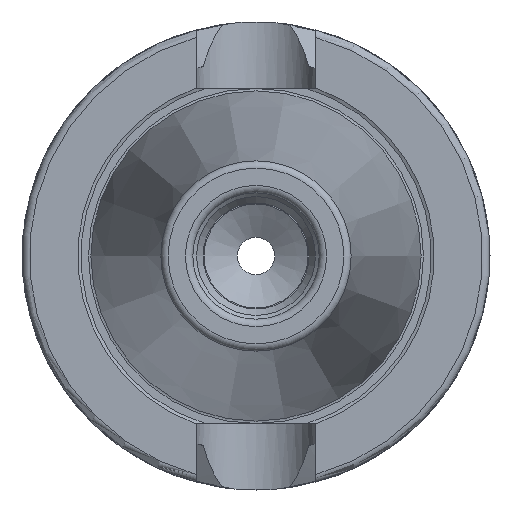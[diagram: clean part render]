
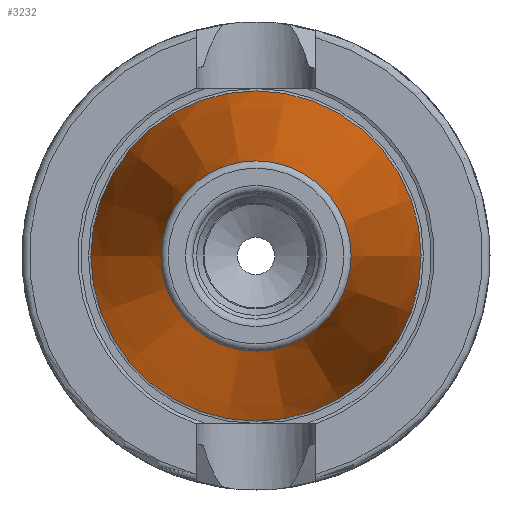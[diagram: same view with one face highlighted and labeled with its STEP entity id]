
A CAD part, left-side view. The second image highlights one B-rep face of the part: STEP entity #3232.
In plain terms, the highlighted conical face has half-angle 8.297 degrees and reference radius 17.519 mm.
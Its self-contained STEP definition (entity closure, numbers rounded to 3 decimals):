
#3198=CARTESIAN_POINT('',(-64.544,12.812,0.0));
#3199=VERTEX_POINT('',#3198);
#3200=CARTESIAN_POINT('',(-64.544,0.,0.0));
#3201=DIRECTION('',(1.0,0.0,0.0));
#3202=DIRECTION('',(0.0,1.0,0.0));
#3203=AXIS2_PLACEMENT_3D('',#3200,#3201,#3202);
#3204=CIRCLE('',#3203,12.812);
#3205=EDGE_CURVE('',#3199,#3199,#3204,.T.);
#3213=CARTESIAN_POINT('',(-32.272,0.,0.0));
#3214=DIRECTION('',(1.0,0.0,0.0));
#3215=DIRECTION('',(0.0,1.0,0.0));
#3216=AXIS2_PLACEMENT_3D('',#3213,#3214,#3215);
#3217=CONICAL_SURFACE('',#3216,17.519,8.297);
#3218=CARTESIAN_POINT('',(0.,22.225,0.0));
#3219=VERTEX_POINT('',#3218);
#3220=CARTESIAN_POINT('',(0.,0.,0.0));
#3221=DIRECTION('',(1.0,0.0,0.0));
#3222=DIRECTION('',(0.0,1.0,0.0));
#3223=AXIS2_PLACEMENT_3D('',#3220,#3221,#3222);
#3224=CIRCLE('',#3223,22.225);
#3225=EDGE_CURVE('',#3219,#3219,#3224,.T.);
#3226=ORIENTED_EDGE('',*,*,#3225,.F.);
#3227=EDGE_LOOP('',(#3226));
#3228=FACE_OUTER_BOUND('',#3227,.T.);
#3229=ORIENTED_EDGE('',*,*,#3205,.T.);
#3230=EDGE_LOOP('',(#3229));
#3231=FACE_BOUND('',#3230,.T.);
#3232=ADVANCED_FACE('',(#3228,#3231),#3217,.T.);
